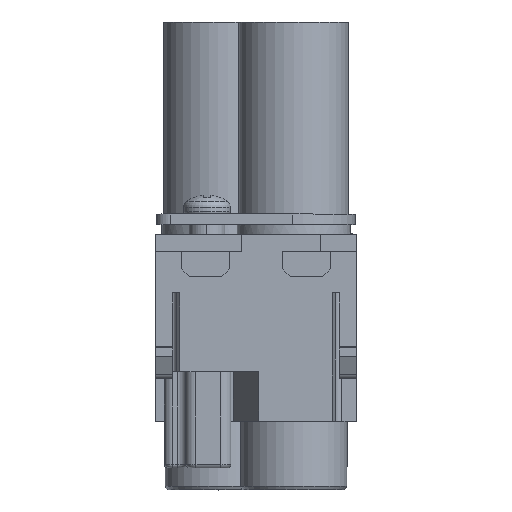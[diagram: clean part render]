
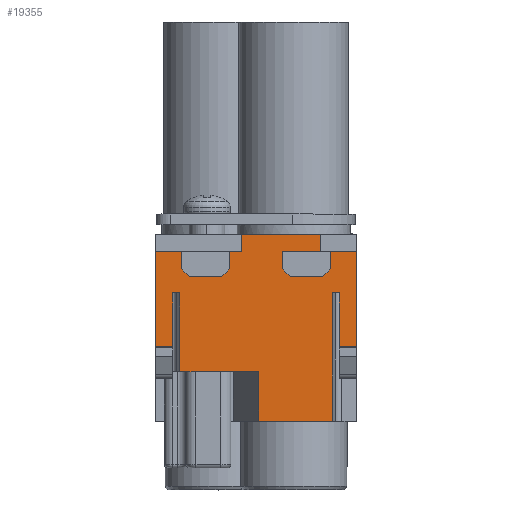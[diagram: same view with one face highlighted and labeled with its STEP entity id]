
A CAD part, top view. The second image highlights one B-rep face of the part: STEP entity #19355.
In plain terms, the highlighted planar face has unit normal (0, 0, 1).
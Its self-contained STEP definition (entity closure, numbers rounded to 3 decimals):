
#1179=DIRECTION('',(-1.,0.,0.));
#1180=VECTOR('',#1179,11.6);
#1181=CARTESIAN_POINT('',(9.45,0.,15.15));
#1182=LINE('',#1181,#1180);
#1989=DIRECTION('',(0.,1.,0.));
#1990=VECTOR('',#1989,13.85);
#1991=CARTESIAN_POINT('',(14.65,-16.35,15.15));
#1992=LINE('',#1991,#1990);
#2461=DIRECTION('',(0.,-1.,0.));
#2462=VECTOR('',#2461,13.85);
#2463=CARTESIAN_POINT('',(-14.65,-2.5,15.15));
#2464=LINE('',#2463,#2462);
#2598=DIRECTION('',(-1.,0.,0.));
#2599=VECTOR('',#2598,11.494);
#2600=CARTESIAN_POINT('',(0.394,-20.,15.15));
#2601=LINE('',#2600,#2599);
#2602=DIRECTION('',(-1.,0.,0.));
#2603=VECTOR('',#2602,1.05);
#2604=CARTESIAN_POINT('',(-11.1,-8.5,15.15));
#2605=LINE('',#2604,#2603);
#2606=DIRECTION('',(0.,-1.,0.));
#2607=VECTOR('',#2606,7.85);
#2608=CARTESIAN_POINT('',(-12.15,-8.5,15.15));
#2609=LINE('',#2608,#2607);
#2610=DIRECTION('',(0.707,-0.707,0.));
#2611=VECTOR('',#2610,1.626);
#2612=CARTESIAN_POINT('',(-10.85,-5.,15.15));
#2613=LINE('',#2612,#2611);
#2614=DIRECTION('',(1.,0.,0.));
#2615=VECTOR('',#2614,4.7);
#2616=CARTESIAN_POINT('',(-9.7,-6.15,15.15));
#2617=LINE('',#2616,#2615);
#2618=DIRECTION('',(0.707,0.707,0.));
#2619=VECTOR('',#2618,1.626);
#2620=CARTESIAN_POINT('',(-5.,-6.15,15.15));
#2621=LINE('',#2620,#2619);
#2622=DIRECTION('',(0.,1.,0.));
#2623=VECTOR('',#2622,2.5);
#2624=CARTESIAN_POINT('',(-3.85,-5.,15.15));
#2625=LINE('',#2624,#2623);
#2626=DIRECTION('',(0.,-1.,0.));
#2627=VECTOR('',#2626,2.5);
#2628=CARTESIAN_POINT('',(9.45,0.,15.15));
#2629=LINE('',#2628,#2627);
#2630=DIRECTION('',(0.707,-0.707,0.));
#2631=VECTOR('',#2630,1.626);
#2632=CARTESIAN_POINT('',(3.85,-5.,15.15));
#2633=LINE('',#2632,#2631);
#2634=DIRECTION('',(1.,0.,0.));
#2635=VECTOR('',#2634,4.7);
#2636=CARTESIAN_POINT('',(5.,-6.15,15.15));
#2637=LINE('',#2636,#2635);
#2638=DIRECTION('',(0.707,0.707,0.));
#2639=VECTOR('',#2638,1.626);
#2640=CARTESIAN_POINT('',(9.7,-6.15,15.15));
#2641=LINE('',#2640,#2639);
#2642=DIRECTION('',(0.,1.,0.));
#2643=VECTOR('',#2642,2.5);
#2644=CARTESIAN_POINT('',(10.85,-5.,15.15));
#2645=LINE('',#2644,#2643);
#2646=DIRECTION('',(-1.,0.,0.));
#2647=VECTOR('',#2646,1.05);
#2648=CARTESIAN_POINT('',(12.15,-8.5,15.15));
#2649=LINE('',#2648,#2647);
#2650=DIRECTION('',(0.,-1.,0.));
#2651=VECTOR('',#2650,18.7);
#2652=CARTESIAN_POINT('',(11.1,-8.5,15.15));
#2653=LINE('',#2652,#2651);
#2654=DIRECTION('',(0.,1.,0.));
#2655=VECTOR('',#2654,7.2);
#2656=CARTESIAN_POINT('',(0.394,-27.2,15.15));
#2657=LINE('',#2656,#2655);
#2658=DIRECTION('',(0.,-1.,0.));
#2659=VECTOR('',#2658,11.5);
#2660=CARTESIAN_POINT('',(-11.1,-8.5,15.15));
#2661=LINE('',#2660,#2659);
#2756=DIRECTION('',(1.,0.,0.));
#2757=VECTOR('',#2756,2.5);
#2758=CARTESIAN_POINT('',(-14.65,-16.35,15.15));
#2759=LINE('',#2758,#2757);
#2764=DIRECTION('',(-1.,0.,0.));
#2765=VECTOR('',#2764,3.8);
#2766=CARTESIAN_POINT('',(-10.85,-2.5,15.15));
#2767=LINE('',#2766,#2765);
#2780=DIRECTION('',(-1.,0.,0.));
#2781=VECTOR('',#2780,1.7);
#2782=CARTESIAN_POINT('',(-2.15,-2.5,15.15));
#2783=LINE('',#2782,#2781);
#2804=DIRECTION('',(0.,-1.,0.));
#2805=VECTOR('',#2804,2.5);
#2806=CARTESIAN_POINT('',(-2.15,0.,15.15));
#2807=LINE('',#2806,#2805);
#2840=DIRECTION('',(0.,1.,0.));
#2841=VECTOR('',#2840,2.5);
#2842=CARTESIAN_POINT('',(-10.85,-5.,15.15));
#2843=LINE('',#2842,#2841);
#2872=DIRECTION('',(-1.,0.,0.));
#2873=VECTOR('',#2872,3.8);
#2874=CARTESIAN_POINT('',(14.65,-2.5,15.15));
#2875=LINE('',#2874,#2873);
#2888=DIRECTION('',(1.,0.,0.));
#2889=VECTOR('',#2888,5.6);
#2890=CARTESIAN_POINT('',(3.85,-2.5,15.15));
#2891=LINE('',#2890,#2889);
#2924=DIRECTION('',(0.,1.,0.));
#2925=VECTOR('',#2924,2.5);
#2926=CARTESIAN_POINT('',(3.85,-5.,15.15));
#2927=LINE('',#2926,#2925);
#2936=DIRECTION('',(1.,0.,0.));
#2937=VECTOR('',#2936,2.5);
#2938=CARTESIAN_POINT('',(12.15,-16.35,15.15));
#2939=LINE('',#2938,#2937);
#2990=DIRECTION('',(0.,-1.,0.));
#2991=VECTOR('',#2990,7.85);
#2992=CARTESIAN_POINT('',(12.15,-8.5,15.15));
#2993=LINE('',#2992,#2991);
#3091=DIRECTION('',(1.,0.,0.));
#3092=VECTOR('',#3091,10.706);
#3093=CARTESIAN_POINT('',(0.394,-27.2,15.15));
#3094=LINE('',#3093,#3092);
#13772=CARTESIAN_POINT('',(9.45,0.,15.15));
#13773=VERTEX_POINT('',#13772);
#13774=CARTESIAN_POINT('',(-2.15,0.,15.15));
#13775=VERTEX_POINT('',#13774);
#14252=CARTESIAN_POINT('',(14.65,-16.35,15.15));
#14253=VERTEX_POINT('',#14252);
#14254=CARTESIAN_POINT('',(14.65,-2.5,15.15));
#14255=VERTEX_POINT('',#14254);
#14440=CARTESIAN_POINT('',(-14.65,-2.5,15.15));
#14441=VERTEX_POINT('',#14440);
#14442=CARTESIAN_POINT('',(-14.65,-16.35,15.15));
#14443=VERTEX_POINT('',#14442);
#14464=CARTESIAN_POINT('',(0.394,-20.,15.15));
#14465=CARTESIAN_POINT('',(-11.1,-20.,15.15));
#14466=VERTEX_POINT('',#14464);
#14467=VERTEX_POINT('',#14465);
#14508=CARTESIAN_POINT('',(-11.1,-8.5,15.15));
#14509=VERTEX_POINT('',#14508);
#14510=CARTESIAN_POINT('',(-12.15,-8.5,15.15));
#14511=VERTEX_POINT('',#14510);
#14512=CARTESIAN_POINT('',(-12.15,-16.35,15.15));
#14513=VERTEX_POINT('',#14512);
#14514=CARTESIAN_POINT('',(-10.85,-2.5,15.15));
#14515=VERTEX_POINT('',#14514);
#14516=CARTESIAN_POINT('',(-10.85,-5.,15.15));
#14517=VERTEX_POINT('',#14516);
#14518=CARTESIAN_POINT('',(-3.85,-5.,15.15));
#14519=CARTESIAN_POINT('',(-3.85,-2.5,15.15));
#14520=VERTEX_POINT('',#14518);
#14521=VERTEX_POINT('',#14519);
#14522=CARTESIAN_POINT('',(-2.15,-2.5,15.15));
#14523=VERTEX_POINT('',#14522);
#14524=CARTESIAN_POINT('',(9.45,-2.5,15.15));
#14525=VERTEX_POINT('',#14524);
#14526=CARTESIAN_POINT('',(3.85,-2.5,15.15));
#14527=VERTEX_POINT('',#14526);
#14528=CARTESIAN_POINT('',(3.85,-5.,15.15));
#14529=VERTEX_POINT('',#14528);
#14530=CARTESIAN_POINT('',(10.85,-5.,15.15));
#14531=CARTESIAN_POINT('',(10.85,-2.5,15.15));
#14532=VERTEX_POINT('',#14530);
#14533=VERTEX_POINT('',#14531);
#14534=CARTESIAN_POINT('',(12.15,-16.35,15.15));
#14535=VERTEX_POINT('',#14534);
#14536=CARTESIAN_POINT('',(12.15,-8.5,15.15));
#14537=VERTEX_POINT('',#14536);
#14538=CARTESIAN_POINT('',(11.1,-8.5,15.15));
#14539=VERTEX_POINT('',#14538);
#14540=CARTESIAN_POINT('',(11.1,-27.2,15.15));
#14541=VERTEX_POINT('',#14540);
#14542=CARTESIAN_POINT('',(0.394,-27.2,15.15));
#14543=VERTEX_POINT('',#14542);
#16102=CARTESIAN_POINT('',(-9.7,-6.15,15.15));
#16103=CARTESIAN_POINT('',(-5.,-6.15,15.15));
#16104=VERTEX_POINT('',#16102);
#16105=VERTEX_POINT('',#16103);
#16106=CARTESIAN_POINT('',(5.,-6.15,15.15));
#16107=CARTESIAN_POINT('',(9.7,-6.15,15.15));
#16108=VERTEX_POINT('',#16106);
#16109=VERTEX_POINT('',#16107);
#19292=CARTESIAN_POINT('',(14.65,0.,15.15));
#19293=DIRECTION('',(0.,0.,-1.));
#19294=DIRECTION('',(-1.,0.,0.));
#19295=AXIS2_PLACEMENT_3D('',#19292,#19293,#19294);
#19296=PLANE('',#19295);
#19297=ORIENTED_EDGE('',*,*,#19240,.T.);
#19299=ORIENTED_EDGE('',*,*,#19298,.F.);
#19301=ORIENTED_EDGE('',*,*,#19300,.T.);
#19303=ORIENTED_EDGE('',*,*,#19302,.T.);
#19305=ORIENTED_EDGE('',*,*,#19304,.F.);
#19306=ORIENTED_EDGE('',*,*,#19208,.F.);
#19308=ORIENTED_EDGE('',*,*,#19307,.F.);
#19310=ORIENTED_EDGE('',*,*,#19309,.F.);
#19312=ORIENTED_EDGE('',*,*,#19311,.T.);
#19314=ORIENTED_EDGE('',*,*,#19313,.T.);
#19316=ORIENTED_EDGE('',*,*,#19315,.T.);
#19318=ORIENTED_EDGE('',*,*,#19317,.T.);
#19320=ORIENTED_EDGE('',*,*,#19319,.F.);
#19322=ORIENTED_EDGE('',*,*,#19321,.F.);
#19323=ORIENTED_EDGE('',*,*,#17910,.F.);
#19325=ORIENTED_EDGE('',*,*,#19324,.T.);
#19327=ORIENTED_EDGE('',*,*,#19326,.F.);
#19329=ORIENTED_EDGE('',*,*,#19328,.F.);
#19331=ORIENTED_EDGE('',*,*,#19330,.T.);
#19333=ORIENTED_EDGE('',*,*,#19332,.T.);
#19335=ORIENTED_EDGE('',*,*,#19334,.T.);
#19337=ORIENTED_EDGE('',*,*,#19336,.T.);
#19339=ORIENTED_EDGE('',*,*,#19338,.F.);
#19340=ORIENTED_EDGE('',*,*,#18656,.F.);
#19342=ORIENTED_EDGE('',*,*,#19341,.F.);
#19344=ORIENTED_EDGE('',*,*,#19343,.F.);
#19346=ORIENTED_EDGE('',*,*,#19345,.T.);
#19348=ORIENTED_EDGE('',*,*,#19347,.T.);
#19350=ORIENTED_EDGE('',*,*,#19349,.F.);
#19352=ORIENTED_EDGE('',*,*,#19351,.T.);
#19353=EDGE_LOOP('',(#19297,#19299,#19301,#19303,#19305,#19306,#19308,#19310,
#19312,#19314,#19316,#19318,#19320,#19322,#19323,#19325,#19327,#19329,#19331,
#19333,#19335,#19337,#19339,#19340,#19342,#19344,#19346,#19348,#19350,#19352));
#19354=FACE_OUTER_BOUND('',#19353,.F.);
#19355=ADVANCED_FACE('',(#19354),#19296,.F.);
#17910=EDGE_CURVE('',#13773,#13775,#1182,.T.);
#18656=EDGE_CURVE('',#14253,#14255,#1992,.T.);
#19208=EDGE_CURVE('',#14441,#14443,#2464,.T.);
#19240=EDGE_CURVE('',#14466,#14467,#2601,.T.);
#19298=EDGE_CURVE('',#14509,#14467,#2661,.T.);
#19300=EDGE_CURVE('',#14509,#14511,#2605,.T.);
#19302=EDGE_CURVE('',#14511,#14513,#2609,.T.);
#19304=EDGE_CURVE('',#14443,#14513,#2759,.T.);
#19307=EDGE_CURVE('',#14515,#14441,#2767,.T.);
#19309=EDGE_CURVE('',#14517,#14515,#2843,.T.);
#19311=EDGE_CURVE('',#14517,#16104,#2613,.T.);
#19313=EDGE_CURVE('',#16104,#16105,#2617,.T.);
#19315=EDGE_CURVE('',#16105,#14520,#2621,.T.);
#19317=EDGE_CURVE('',#14520,#14521,#2625,.T.);
#19319=EDGE_CURVE('',#14523,#14521,#2783,.T.);
#19321=EDGE_CURVE('',#13775,#14523,#2807,.T.);
#19324=EDGE_CURVE('',#13773,#14525,#2629,.T.);
#19326=EDGE_CURVE('',#14527,#14525,#2891,.T.);
#19328=EDGE_CURVE('',#14529,#14527,#2927,.T.);
#19330=EDGE_CURVE('',#14529,#16108,#2633,.T.);
#19332=EDGE_CURVE('',#16108,#16109,#2637,.T.);
#19334=EDGE_CURVE('',#16109,#14532,#2641,.T.);
#19336=EDGE_CURVE('',#14532,#14533,#2645,.T.);
#19338=EDGE_CURVE('',#14255,#14533,#2875,.T.);
#19341=EDGE_CURVE('',#14535,#14253,#2939,.T.);
#19343=EDGE_CURVE('',#14537,#14535,#2993,.T.);
#19345=EDGE_CURVE('',#14537,#14539,#2649,.T.);
#19347=EDGE_CURVE('',#14539,#14541,#2653,.T.);
#19349=EDGE_CURVE('',#14543,#14541,#3094,.T.);
#19351=EDGE_CURVE('',#14543,#14466,#2657,.T.);
